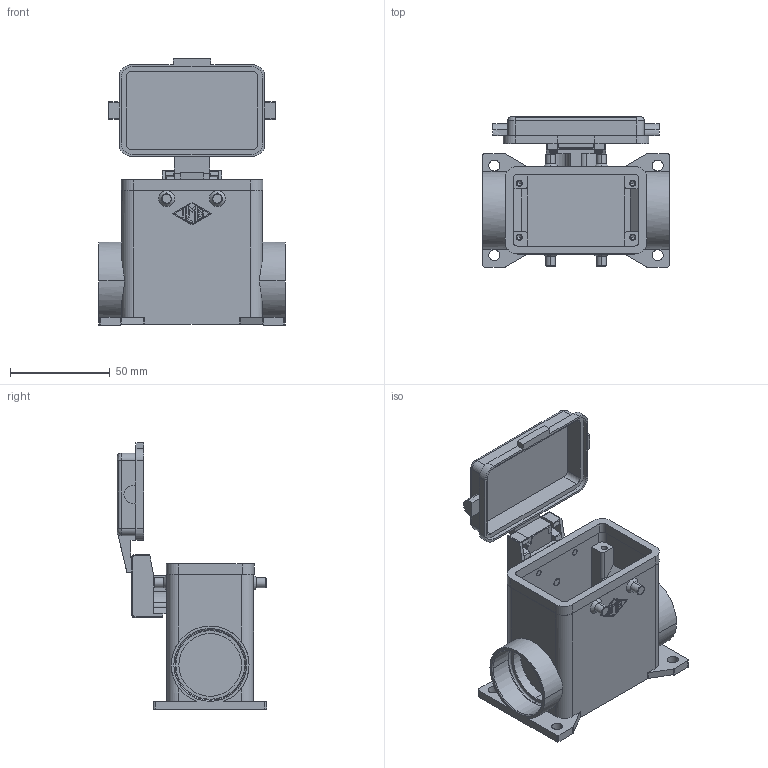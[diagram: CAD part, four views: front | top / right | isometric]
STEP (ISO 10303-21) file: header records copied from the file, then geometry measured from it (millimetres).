
FILE_DESCRIPTION((''),'2;1');
FILE_NAME('CMAP 03 CP29.stp','2006-12-21T13:52:34',('CADmaster'),(''),'Autodesk Inventor 7','Autodesk Inventor 7','');
FILE_SCHEMA(('AUTOMOTIVE_DESIGN { 1 0 10303 214 1 1 1 1 }'));
Length unit declared in the file: millimetre
Products named in the file (1): CMAP 03 CP29
Bounding box: 93.5 x 75.25 x 133.75 mm (x, y, z)
Volume: 100065.3 mm3; surface area: 62179.3 mm2
Topology: 1 solids, 2 shells, 474 faces, 1279 edges, 830 vertices
Faces by surface type: plane 197, cylinder 166, bspline 89, torus 12, cone 10
Entity records: 16137 total; most frequent: CARTESIAN_POINT 4067, ORIENTED_EDGE 2558, DIRECTION 2521, EDGE_CURVE 1279, AXIS2_PLACEMENT_3D 868, VERTEX_POINT 830, VECTOR 785, LINE 785
